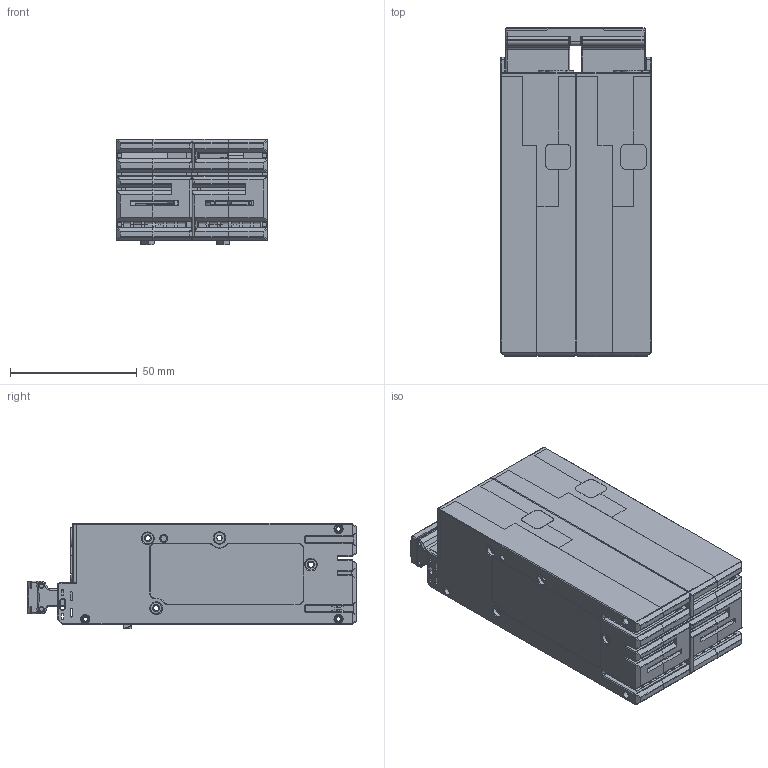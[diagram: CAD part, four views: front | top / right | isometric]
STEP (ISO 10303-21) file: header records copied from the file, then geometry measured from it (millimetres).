
FILE_DESCRIPTION((''),'2;1');
FILE_NAME('CB-125CX_2PFUBEN_ASM','2023-08-14T16:18:20',('chentr'),(''),'CREO PARAMETRIC BY PTC INC, 2020044','CREO PARAMETRIC BY PTC INC, 2020044','');
FILE_SCHEMA(('CONFIG_CONTROL_DESIGN','SHAPE_APPEARANCE_LAYERS_GROUPS'));
Products named in the file (35): 8ZTD_024_1043_3_1_1_1_1_1_1_1; 8ZTD_271_342_3_1_1_1_1_1_1_1; 8ZTD_233_523_3_1_1_1_1_1_1_1; 5ZTD_615_898_AF0_ASM_3_ASM_1__2_ASM; 8ZTD_110_048_3_1_1_1_1_1_1_1; 8ZTD_505_569_3_1_1_1_1_1_1_1; 5ZTD_558_1044_AF0_ASM_3_ASM_1_2_ASM; 5ZTD_104_537_AF1_ASM_3_ASM_1__2_ASM; 8253M1676_6_1_1_1_1; 8051M1631_3_1_1_1_1; 8ZTD_315_1743_3_1_1_1_1_1_1_1; 6ZTD_225_409_ASM_3_ASM_1_ASM__2_ASM; 8ZTD_024_1044_3_1_1_1_1_1_1_1; 8ZTD_271_342_3_1_1_1_1_1_1; 8ZTD_233_523_3_1_1_1_1_1_1; 5ZTD_550_884_ASM_3_ASM_1_ASM_1__ASM; 5ZTD_615_898_AF1_ASM_3_ASM_1__2_ASM; 8ZTD_110_048_3_1_1_1_1_1_1; 8ZTD_505_569_3_1_1_1_1_1_1; 5ZTD_558_1044_AF1_ASM_3_ASM_1_2_ASM; 5ZTD_104_537_AF0_ASM_3_ASM_1__2_ASM; 8253M1676_6_1_1_1; 8051M1631_3_1_1_1; 8ZTD_315_1742_3_1_1_1_1_1_1_1; 6ZTD_225_412_ASM_2_ASM_1_ASM__2_ASM; 8ZTD_259_241_1_1_1_1_1_1_1_1; 2ZTD_253_328_ASM_1_ASM_1_ASM__2_ASM; CB-125CTX_2P_ASM_1_ASM_1-2035_1_ASM; 8ZTD_371_1619_3_1_1_1_1_1_1; CB-125CTX_2P_ASM_1_ASM_1-2035_2_ASM; CB-125CTX_2P_ASM_1_ASM_1_ASM__2_ASM; CB-125CTX_2P_ASM_ASM_1_ASM_1_1__ASM; CB-125CX_2P_ASM_1_1_ASM_1_ASM; ASM0003_ASM_1_ASM; CB-125CX_2PFUBEN_ASM
Assembly tree (35 placements, depth 12):
  CB-125CX_2PFUBEN_ASM
    ASM0003_ASM_1_ASM
      CB-125CX_2P_ASM_1_1_ASM_1_ASM
        CB-125CTX_2P_ASM_ASM_1_ASM_1_1__ASM
          CB-125CTX_2P_ASM_1_ASM_1_ASM__2_ASM
            CB-125CTX_2P_ASM_1_ASM_1-2035_2_ASM
              CB-125CTX_2P_ASM_1_ASM_1-2035_1_ASM
                2ZTD_253_328_ASM_1_ASM_1_ASM__2_ASM
                  6ZTD_225_409_ASM_3_ASM_1_ASM__2_ASM
                  6ZTD_225_412_ASM_2_ASM_1_ASM__2_ASM
                  8ZTD_259_241_1_1_1_1_1_1_1_1
              8ZTD_371_1619_3_1_1_1_1_1_1  x2
Bounding box: 59.6 x 129.71 x 41.6 mm (x, y, z)
Volume: 82200.9 mm3; surface area: 116515.1 mm2
Topology: 17 solids, 17 shells, 4103 faces, 11878 edges, 7795 vertices
Faces by surface type: plane 2364, cylinder 1275, cone 171, torus 161, sphere 78, bspline 54
Entity records: 172779 total; most frequent: CARTESIAN_POINT 28375, ORIENTED_EDGE 23522, DIRECTION 23400, EDGE_CURVE 11761, AXIS2_PLACEMENT_3D 7818, VERTEX_POINT 7779, VECTOR 7764, LINE 7764
